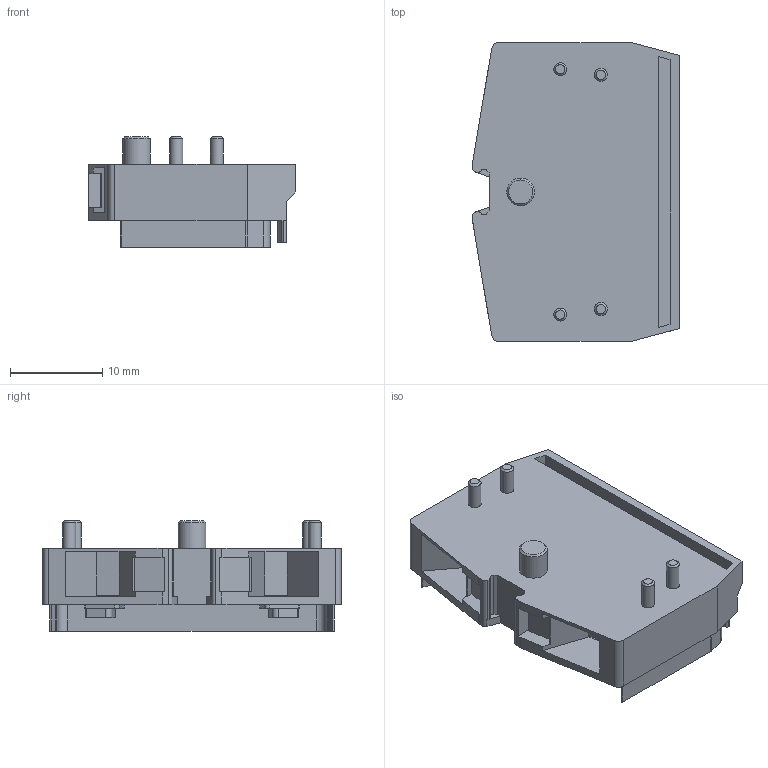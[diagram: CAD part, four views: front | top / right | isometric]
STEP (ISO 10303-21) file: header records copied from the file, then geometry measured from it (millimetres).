
FILE_DESCRIPTION( ('This file contains a STEP AP42 implementation' ,'as created by ZW3D STEP Interface translator.') ,'2;1' );
FILE_NAME( 'RST2.5M-MID傷赽-耀倰.stp' ,'24 626.111018', (''), ('ZWCAD Software Co.'), 'Version 1.0', 'ZW3D to STEP translator', '' );
FILE_SCHEMA(('AUTOMOTIVE_DESIGN { 1 0 10303 214 1 1 1 1 }'));
Length unit declared in the file: millimetre
Products named in the file (2): 0; RST2.5M-MID傷赽-耀倰
Bounding box: 22.4 x 32.4 x 12 mm (x, y, z)
Volume: 3923.2 mm3; surface area: 3005.6 mm2
Topology: 1 solids, 5 shells, 163 faces, 419 edges, 275 vertices
Faces by surface type: plane 107, cylinder 51, cone 5
Full cylindrical faces by diameter (mm): 1.4 x7, 1.6 x1, 3 x1
Entity records: 5201 total; most frequent: CARTESIAN_POINT 858, DIRECTION 856, ORIENTED_EDGE 838, EDGE_CURVE 419, VECTOR 310, LINE 310, VERTEX_POINT 275, AXIS2_PLACEMENT_3D 273
